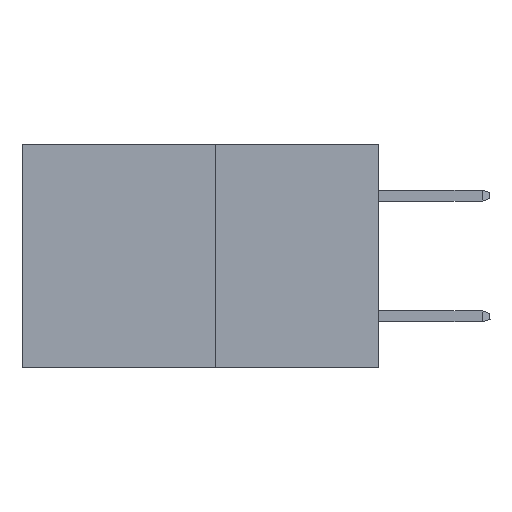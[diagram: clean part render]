
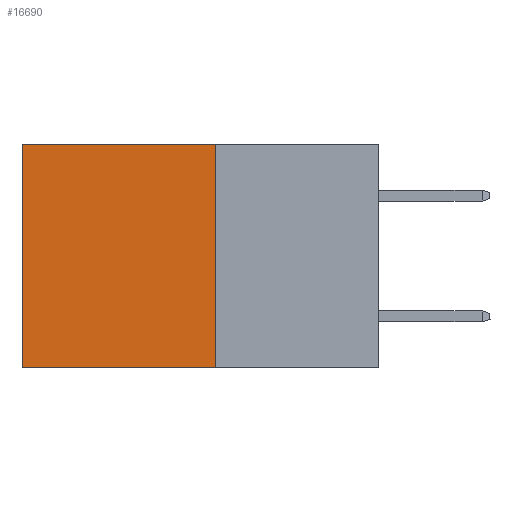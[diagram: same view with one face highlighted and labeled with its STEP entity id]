
A CAD part, left-side view. The second image highlights one B-rep face of the part: STEP entity #16690.
In plain terms, the highlighted planar face has unit normal (-1, 0, 0).
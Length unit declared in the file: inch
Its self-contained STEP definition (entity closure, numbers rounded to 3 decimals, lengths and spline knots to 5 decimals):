
#1486 = LINE ( 'NONE', #31024, #8310 ) ;
#2199 = LINE ( 'NONE', #27228, #28290 ) ;
#3767 = CARTESIAN_POINT ( 'NONE',  ( 0.277, 0.59, 0. ) ) ;
#3840 = EDGE_CURVE ( 'NONE', #19197, #14214, #1486, .T. ) ;
#4009 = VERTEX_POINT ( 'NONE', #19875 ) ;
#4439 = CARTESIAN_POINT ( 'NONE',  ( 0.277, 0.27, -0.37 ) ) ;
#5689 = CARTESIAN_POINT ( 'NONE',  ( 0.277, 0.59, -0.37 ) ) ;
#5819 = EDGE_CURVE ( 'NONE', #14214, #4009, #16066, .T. ) ;
#6133 = DIRECTION ( 'NONE',  ( 0., 0., -1. ) ) ;
#7334 = CARTESIAN_POINT ( 'NONE',  ( 0.277, 0.27, -0.37 ) ) ;
#8310 = VECTOR ( 'NONE', #30501, 39.37008 ) ;
#9473 = AXIS2_PLACEMENT_3D ( 'NONE', #14441, #32047, #16987 ) ;
#9501 = EDGE_LOOP ( 'NONE', ( #25702, #10890, #17100, #11185 ) ) ;
#10890 = ORIENTED_EDGE ( 'NONE', *, *, #17517, .F. ) ;
#11185 = ORIENTED_EDGE ( 'NONE', *, *, #3840, .T. ) ;
#14214 = VERTEX_POINT ( 'NONE', #3767 ) ;
#14441 = CARTESIAN_POINT ( 'NONE',  ( 0.277, 0.27, -0.37 ) ) ;
#16066 = LINE ( 'NONE', #5689, #29405 ) ;
#16690 = ADVANCED_FACE ( 'NONE', ( #27910 ), #29487, .F. ) ;
#16987 = DIRECTION ( 'NONE',  ( 0., 0., -1. ) ) ;
#17100 = ORIENTED_EDGE ( 'NONE', *, *, #28523, .F. ) ;
#17517 = EDGE_CURVE ( 'NONE', #31293, #4009, #23537, .T. ) ;
#19197 = VERTEX_POINT ( 'NONE', #32726 ) ;
#19875 = CARTESIAN_POINT ( 'NONE',  ( 0.277, 0.59, -0.37 ) ) ;
#23537 = LINE ( 'NONE', #7334, #29389 ) ;
#25702 = ORIENTED_EDGE ( 'NONE', *, *, #5819, .T. ) ;
#27228 = CARTESIAN_POINT ( 'NONE',  ( 0.277, 0.27, -0.37 ) ) ;
#27490 = DIRECTION ( 'NONE',  ( 0., 1., 0. ) ) ;
#27910 = FACE_OUTER_BOUND ( 'NONE', #9501, .T. ) ;
#28290 = VECTOR ( 'NONE', #29834, 39.37008 ) ;
#28523 = EDGE_CURVE ( 'NONE', #19197, #31293, #2199, .T. ) ;
#29389 = VECTOR ( 'NONE', #27490, 39.37008 ) ;
#29405 = VECTOR ( 'NONE', #6133, 39.37008 ) ;
#29487 = PLANE ( 'NONE',  #9473 ) ;
#29834 = DIRECTION ( 'NONE',  ( 0., 0., -1. ) ) ;
#30501 = DIRECTION ( 'NONE',  ( 0., 1., 0. ) ) ;
#31024 = CARTESIAN_POINT ( 'NONE',  ( 0.277, 0.27, 0. ) ) ;
#31293 = VERTEX_POINT ( 'NONE', #4439 ) ;
#32047 = DIRECTION ( 'NONE',  ( 1., 0., 0. ) ) ;
#32726 = CARTESIAN_POINT ( 'NONE',  ( 0.277, 0.27, 0. ) ) ;
